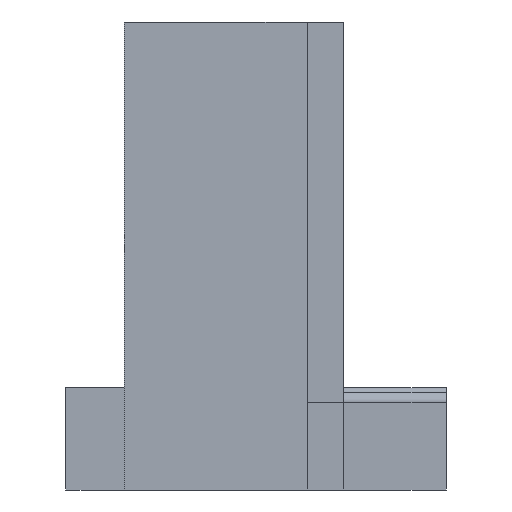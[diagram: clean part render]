
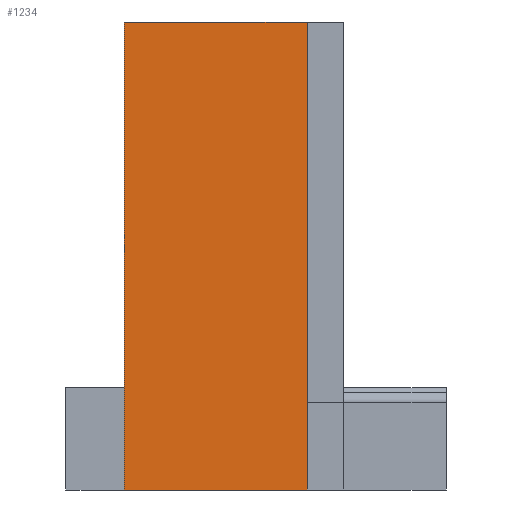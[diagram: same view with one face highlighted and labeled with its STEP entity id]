
A CAD part, left-side view. The second image highlights one B-rep face of the part: STEP entity #1234.
In plain terms, the highlighted planar face has unit normal (-1, 0, 0).
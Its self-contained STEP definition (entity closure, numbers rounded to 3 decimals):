
#578 = VERTEX_POINT('',#579);
#579 = CARTESIAN_POINT('',(-14.25,11.,0.));
#585 = EDGE_CURVE('',#578,#586,#588,.T.);
#586 = VERTEX_POINT('',#587);
#587 = CARTESIAN_POINT('',(-14.25,-1.5,0.));
#588 = LINE('',#589,#590);
#589 = CARTESIAN_POINT('',(-14.25,11.,0.));
#590 = VECTOR('',#591,1.);
#591 = DIRECTION('',(0.,-1.,0.));
#1189 = EDGE_CURVE('',#586,#1190,#1192,.T.);
#1190 = VERTEX_POINT('',#1191);
#1191 = CARTESIAN_POINT('',(-14.25,-1.5,32.));
#1192 = LINE('',#1193,#1194);
#1193 = CARTESIAN_POINT('',(-14.25,-1.5,0.));
#1194 = VECTOR('',#1195,1.);
#1195 = DIRECTION('',(0.,0.,1.));
#1214 = VERTEX_POINT('',#1215);
#1215 = CARTESIAN_POINT('',(-14.25,11.,32.));
#1221 = EDGE_CURVE('',#1214,#578,#1222,.T.);
#1222 = LINE('',#1223,#1224);
#1223 = CARTESIAN_POINT('',(-14.25,11.,32.));
#1224 = VECTOR('',#1225,1.);
#1225 = DIRECTION('',(0.,0.,-1.));
#1234 = ADVANCED_FACE('',(#1235),#1246,.F.);
#1235 = FACE_BOUND('',#1236,.T.);
#1236 = EDGE_LOOP('',(#1237,#1238,#1239,#1245));
#1237 = ORIENTED_EDGE('',*,*,#585,.T.);
#1238 = ORIENTED_EDGE('',*,*,#1189,.T.);
#1239 = ORIENTED_EDGE('',*,*,#1240,.T.);
#1240 = EDGE_CURVE('',#1190,#1214,#1241,.T.);
#1241 = LINE('',#1242,#1243);
#1242 = CARTESIAN_POINT('',(-14.25,-1.5,32.));
#1243 = VECTOR('',#1244,1.);
#1244 = DIRECTION('',(0.,1.,0.));
#1245 = ORIENTED_EDGE('',*,*,#1221,.T.);
#1246 = PLANE('',#1247);
#1247 = AXIS2_PLACEMENT_3D('',#1248,#1249,#1250);
#1248 = CARTESIAN_POINT('',(-14.25,4.75,16.));
#1249 = DIRECTION('',(1.,0.,0.));
#1250 = DIRECTION('',(0.,0.,1.));
